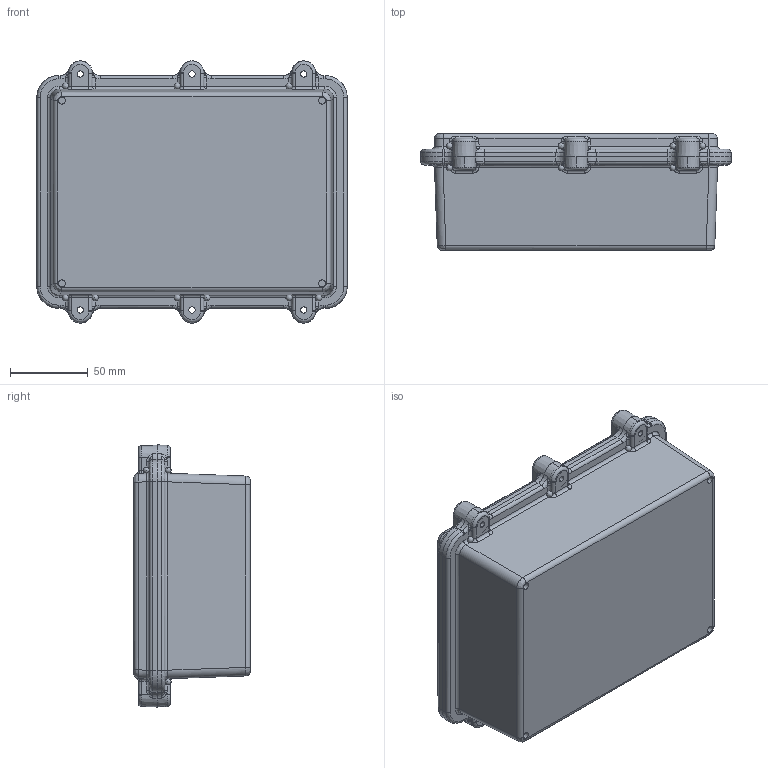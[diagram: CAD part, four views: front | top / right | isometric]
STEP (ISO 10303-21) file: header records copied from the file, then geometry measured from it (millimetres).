
FILE_DESCRIPTION (( 'STEP AP214' ), '1' );
FILE_NAME ('HQ019.STEP', '2009-12-17T03:34:05', ( 'NEF User' ), ( 'NEF User' ), 'SwSTEP 2.0', 'SolidWorks 2009', '' );
FILE_SCHEMA (( 'AUTOMOTIVE_DESIGN' ));
Length unit declared in the file: millimetre
Products named in the file (3): HQ019B; HQ017T-1; HQ019
Assembly tree (2 placements, depth 2):
  HQ019
    HQ017T-1
    HQ019B
Bounding box: 200 x 75 x 168.9 mm (x, y, z)
Volume: 293907.9 mm3; surface area: 230208.2 mm2
Topology: 2 solids, 2 shells, 1044 faces, 2554 edges, 1491 vertices
Faces by surface type: cylinder 432, bspline 300, plane 218, cone 41, sphere 29, torus 24
Entity records: 45062 total; most frequent: CARTESIAN_POINT 25004, ORIENTED_EDGE 4864, DIRECTION 3126, EDGE_CURVE 2432, VERTEX_POINT 1422, EDGE_LOOP 1098, AXIS2_PLACEMENT_3D 1086, ADVANCED_FACE 1044
